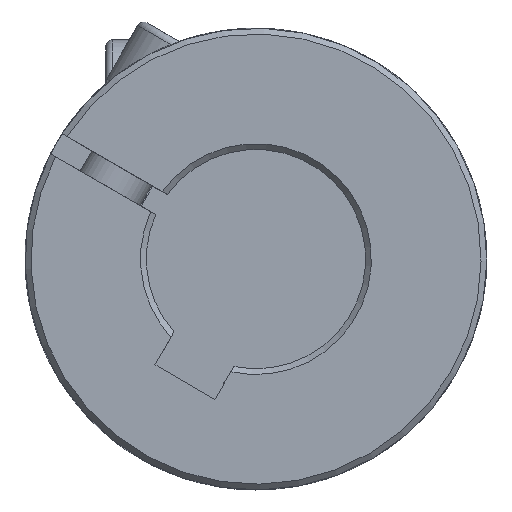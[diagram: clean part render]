
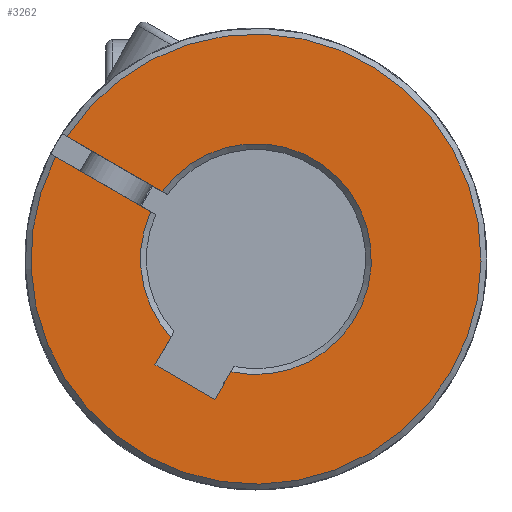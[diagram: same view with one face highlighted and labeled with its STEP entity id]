
A CAD part, left-side view. The second image highlights one B-rep face of the part: STEP entity #3262.
In plain terms, the highlighted planar face has unit normal (-1, 0, 0).
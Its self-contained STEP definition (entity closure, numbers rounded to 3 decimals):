
#115=CIRCLE('',#3404,19.5);
#116=CIRCLE('',#3405,10.);
#117=CIRCLE('',#3406,10.);
#302=ORIENTED_EDGE('',*,*,#1018,.T.);
#303=ORIENTED_EDGE('',*,*,#1019,.F.);
#304=ORIENTED_EDGE('',*,*,#1020,.T.);
#305=ORIENTED_EDGE('',*,*,#1021,.T.);
#306=ORIENTED_EDGE('',*,*,#1022,.T.);
#307=ORIENTED_EDGE('',*,*,#1023,.T.);
#308=ORIENTED_EDGE('',*,*,#1024,.T.);
#309=ORIENTED_EDGE('',*,*,#1025,.T.);
#1018=EDGE_CURVE('',#1376,#1377,#1609,.T.);
#1019=EDGE_CURVE('',#1378,#1377,#115,.T.);
#1020=EDGE_CURVE('',#1378,#1379,#1610,.T.);
#1021=EDGE_CURVE('',#1379,#1380,#116,.T.);
#1022=EDGE_CURVE('',#1380,#1381,#1611,.T.);
#1023=EDGE_CURVE('',#1381,#1382,#1612,.T.);
#1024=EDGE_CURVE('',#1382,#1383,#1613,.T.);
#1025=EDGE_CURVE('',#1383,#1376,#117,.T.);
#1376=VERTEX_POINT('',#4548);
#1377=VERTEX_POINT('',#4549);
#1378=VERTEX_POINT('',#4551);
#1379=VERTEX_POINT('',#4553);
#1380=VERTEX_POINT('',#4555);
#1381=VERTEX_POINT('',#4557);
#1382=VERTEX_POINT('',#4559);
#1383=VERTEX_POINT('',#4561);
#1609=LINE('',#4547,#1771);
#1610=LINE('',#4552,#1772);
#1611=LINE('',#4556,#1773);
#1612=LINE('',#4558,#1774);
#1613=LINE('',#4560,#1775);
#1771=VECTOR('',#3731,1000.);
#1772=VECTOR('',#3734,1000.);
#1773=VECTOR('',#3737,1000.);
#1774=VECTOR('',#3738,1000.);
#1775=VECTOR('',#3739,1000.);
#1931=EDGE_LOOP('',(#302,#303,#304,#305,#306,#307,#308,#309));
#2097=FACE_BOUND('',#1931,.T.);
#2262=PLANE('',#3403);
#3262=ADVANCED_FACE('',(#2097),#2262,.F.);
#3403=AXIS2_PLACEMENT_3D('',#4546,#3729,#3730);
#3404=AXIS2_PLACEMENT_3D('',#4550,#3732,#3733);
#3405=AXIS2_PLACEMENT_3D('',#4554,#3735,#3736);
#3406=AXIS2_PLACEMENT_3D('',#4562,#3740,#3741);
#3729=DIRECTION('',(1.,0.,0.));
#3730=DIRECTION('',(0.,0.,-1.));
#3731=DIRECTION('',(0.,0.866,0.5));
#3732=DIRECTION('',(1.,0.,0.));
#3733=DIRECTION('',(0.,0.,-1.));
#3734=DIRECTION('',(0.,-0.866,-0.5));
#3735=DIRECTION('',(1.,0.,0.));
#3736=DIRECTION('',(0.,0.,-1.));
#3737=DIRECTION('',(0.,0.5,-0.866));
#3738=DIRECTION('',(0.,0.866,0.5));
#3739=DIRECTION('',(0.,-0.5,0.866));
#3740=DIRECTION('',(1.,0.,0.));
#3741=DIRECTION('',(0.,0.,-1.));
#4546=CARTESIAN_POINT('',(0.,0.,0.));
#4547=CARTESIAN_POINT('',(0.,0.5,-0.866));
#4548=CARTESIAN_POINT('',(0.,9.117,4.109));
#4549=CARTESIAN_POINT('',(0.,17.365,8.871));
#4550=CARTESIAN_POINT('',(0.,0.,0.));
#4551=CARTESIAN_POINT('',(0.,16.365,10.603));
#4552=CARTESIAN_POINT('',(0.,34.141,20.866));
#4553=CARTESIAN_POINT('',(0.,8.117,5.841));
#4554=CARTESIAN_POINT('',(0.,0.,0.));
#4555=CARTESIAN_POINT('',(0.,2.172,-9.761));
#4556=CARTESIAN_POINT('',(0.,-2.598,-1.5));
#4557=CARTESIAN_POINT('',(0.,3.552,-12.152));
#4558=CARTESIAN_POINT('',(0.,3.552,-12.152));
#4559=CARTESIAN_POINT('',(0.,8.748,-9.152));
#4560=CARTESIAN_POINT('',(0.,8.748,-9.152));
#4561=CARTESIAN_POINT('',(0.,7.368,-6.761));
#4562=CARTESIAN_POINT('',(0.,0.,0.));
